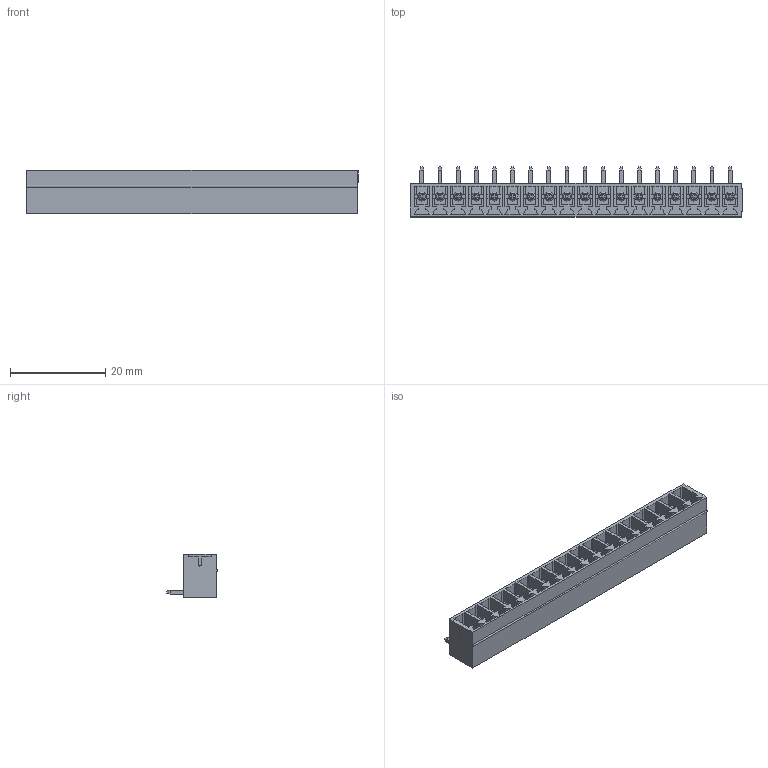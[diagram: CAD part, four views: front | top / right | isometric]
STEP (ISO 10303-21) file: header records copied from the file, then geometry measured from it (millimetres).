
FILE_DESCRIPTION( ( 'Unknown' ), '1' );
FILE_NAME( '691322310018.stp', 'Unknown', ( 'Unknown' ), ( 'Unknown' ), 'PSStep 14.0', 'Unknown', ' ' );
FILE_SCHEMA( ( 'AUTOMOTIVE_DESIGN { 1 0 10303 214 1 1 1 1 }' ) );
Length unit declared in the file: millimetre
Products named in the file (3): Assem1; 6913213000xx_PIN; 691321300018
Assembly tree (19 placements, depth 2):
  Assem1
    6913213000xx_PIN  x18
    691321300018
Bounding box: 69.77 x 10.7 x 9.2 mm (x, y, z)
Volume: 2250.7 mm3; surface area: 6710.4 mm2
Topology: 19 solids, 19 shells, 1104 faces, 2964 edges, 1916 vertices
Faces by surface type: plane 1011, cylinder 75, torus 18
Full cylindrical faces by diameter (mm): 1.9 x18
Entity records: 32571 total; most frequent: CARTESIAN_POINT 4640, ORIENTED_EDGE 4562, DIRECTION 4085, EDGE_CURVE 2281, LINE 2147, VECTOR 2147, VERTEX_POINT 1524, AXIS2_PLACEMENT_3D 969
